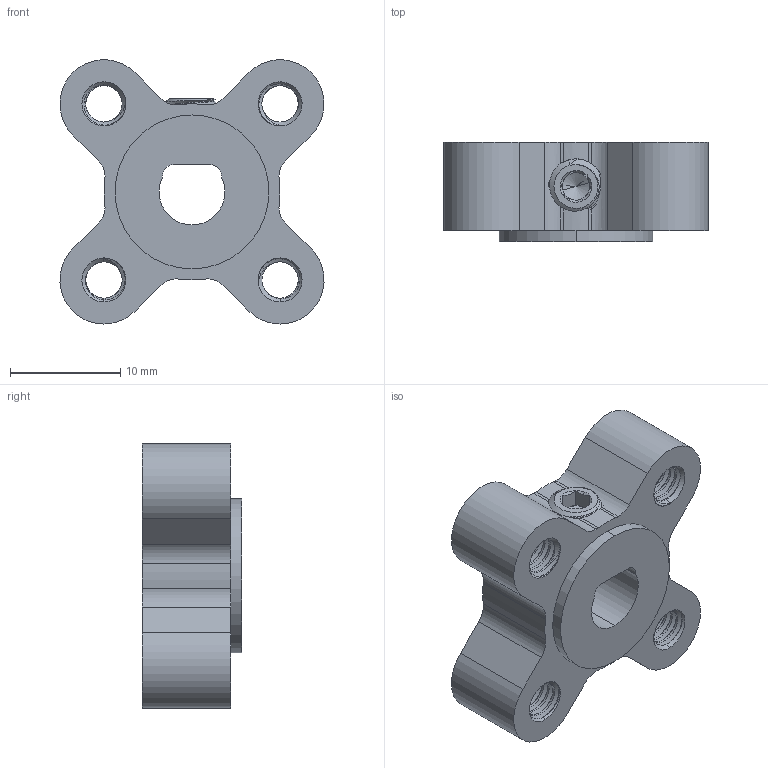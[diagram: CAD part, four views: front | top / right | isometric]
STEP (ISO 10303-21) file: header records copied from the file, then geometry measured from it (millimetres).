
FILE_DESCRIPTION (( 'STEP AP203' ), '1' );
FILE_NAME ('1300-0016-1006 assembly.STEP', '2018-01-15T15:36:15', ( '' ), ( '' ), 'SwSTEP 2.0', 'SolidWorks 2016', '' );
FILE_SCHEMA (( 'CONFIG_CONTROL_DESIGN' ));
Length unit declared in the file: inch
Products named in the file (3): 1300-0016-1006; 2806-0005-0006_91390A118; 1300-0016-1006 assembly
Assembly tree (2 placements, depth 2):
  1300-0016-1006 assembly
    1300-0016-1006
    2806-0005-0006_91390A118
Bounding box: 23.99 x 9 x 23.98 mm (x, y, z)
Volume: 2926.9 mm3; surface area: 2544.8 mm2
Topology: 2 solids, 2 shells, 340 faces, 975 edges, 635 vertices
Faces by surface type: cylinder 260, cone 40, plane 26, bspline 14
Entity records: 26026 total; most frequent: CARTESIAN_POINT 18290, ORIENTED_EDGE 1942, DIRECTION 1225, EDGE_CURVE 971, VERTEX_POINT 635, AXIS2_PLACEMENT_3D 452, EDGE_LOOP 352, ADVANCED_FACE 340
